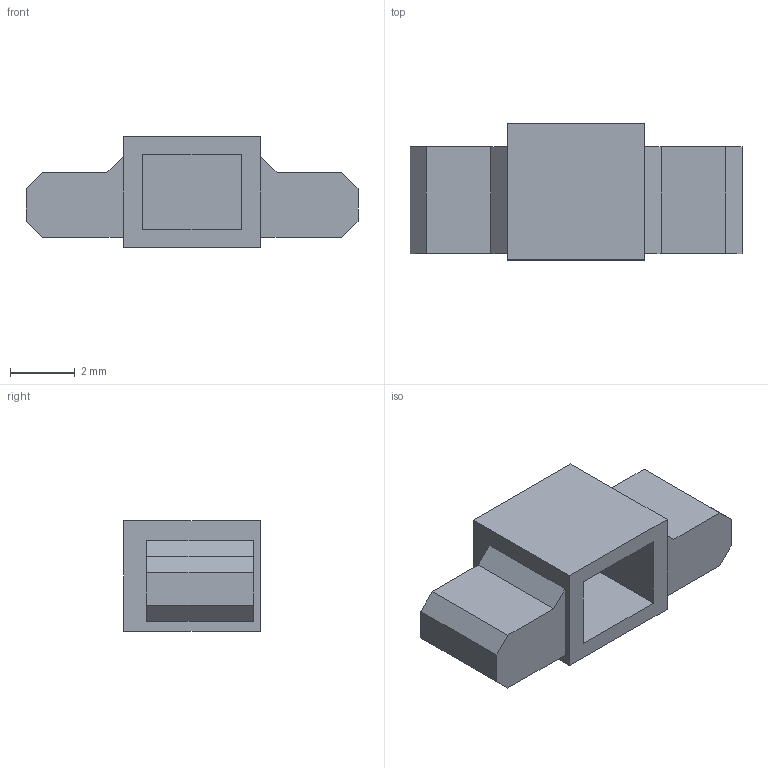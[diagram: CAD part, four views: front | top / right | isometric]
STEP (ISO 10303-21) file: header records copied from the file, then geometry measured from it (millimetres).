
FILE_DESCRIPTION(('FreeCAD Model'),'2;1');
FILE_NAME('Open CASCADE Shape Model','2023-09-12T13:13:36',(''),(''), 'Open CASCADE STEP processor 7.6','FreeCAD','Unknown');
FILE_SCHEMA(('AUTOMOTIVE_DESIGN { 1 0 10303 214 1 1 1 1 }'));
Length unit declared in the file: millimetre
Products named in the file (1): Body
Bounding box: 10.25 x 4.2 x 3.4 mm (x, y, z)
Volume: 76.7 mm3; surface area: 184.9 mm2
Topology: 1 solids, 1 shells, 27 faces, 66 edges, 44 vertices
Faces by surface type: plane 27
Entity records: 802 total; most frequent: CARTESIAN_POINT 138, ORIENTED_EDGE 132, DIRECTION 122, EDGE_CURVE 66, LINE 66, VECTOR 66, VERTEX_POINT 44, FACE_BOUND 30
